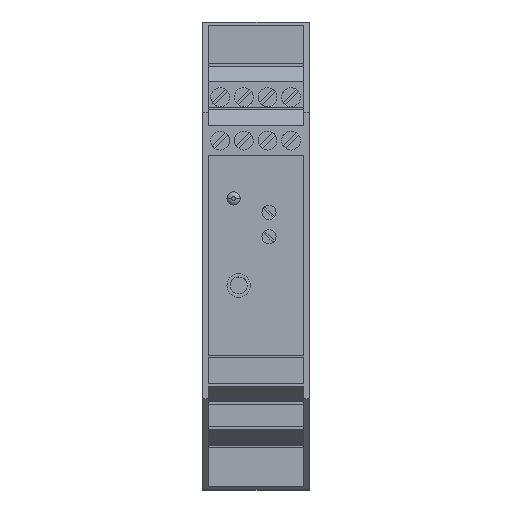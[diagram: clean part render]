
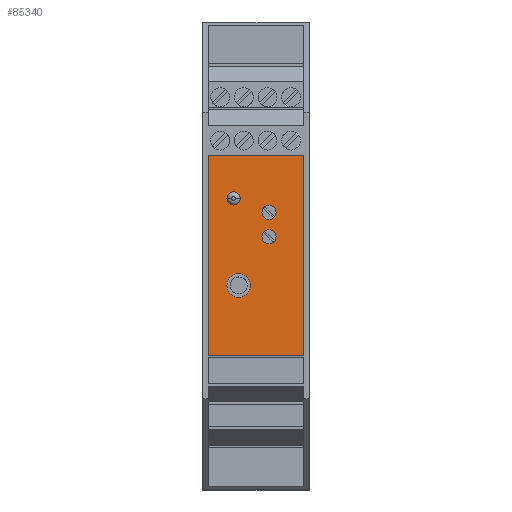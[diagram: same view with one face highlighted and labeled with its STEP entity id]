
A CAD part, top view. The second image highlights one B-rep face of the part: STEP entity #85340.
In plain terms, the highlighted planar face has unit normal (0, 0, 1).
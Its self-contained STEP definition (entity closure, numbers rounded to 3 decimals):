
#84350=CARTESIAN_POINT('',(11.3,46.55,113.1));
#84360=DIRECTION('',(0.,0.,1.));
#84370=DIRECTION('',(0.,1.,0.));
#84380=AXIS2_PLACEMENT_3D('',#84350,#84360,#84370);
#84390=PLANE('',#84380);
#84400=CARTESIAN_POINT('',(7.65,40.25,
113.1));
#84410=DIRECTION('',(0.,0.,1.));
#84420=DIRECTION('',(0.,1.,0.));
#84430=AXIS2_PLACEMENT_3D('',#84400,#84410,#84420);
#84440=CIRCLE('',#84430,2.5);
#84450=CARTESIAN_POINT('',(7.65,37.75,113.1));
#84460=VERTEX_POINT('',#84450);
#84470=CARTESIAN_POINT('',(7.65,42.75,
113.1));
#84480=VERTEX_POINT('',#84470);
#84490=EDGE_CURVE('',#84460,#84480,#84440,.T.);
#84500=ORIENTED_EDGE('',*,*,#84490,.F.);
#84510=EDGE_CURVE('',#84480,#84460,#84440,.T.);
#84520=ORIENTED_EDGE('',*,*,#84510,.F.);
#84530=EDGE_LOOP('',(#84520,#84500));
#84540=FACE_BOUND('',#84530,.T.);
#84550=CARTESIAN_POINT('',(14.05,50.55,113.1));
#84560=DIRECTION('',(0.,0.,1.));
#84570=DIRECTION('',(0.,1.,0.));
#84580=AXIS2_PLACEMENT_3D('',#84550,#84560,#84570);
#84590=CIRCLE('',#84580,1.5);
#84600=CARTESIAN_POINT('',(14.05,52.05,113.1));
#84610=VERTEX_POINT('',#84600);
#84620=CARTESIAN_POINT('',(14.05,49.05,113.1));
#84630=VERTEX_POINT('',#84620);
#84640=EDGE_CURVE('',#84610,#84630,#84590,.T.);
#84650=ORIENTED_EDGE('',*,*,#84640,.F.);
#84660=EDGE_CURVE('',#84630,#84610,#84590,.T.);
#84670=ORIENTED_EDGE('',*,*,#84660,.F.);
#84680=EDGE_LOOP('',(#84670,#84650));
#84690=FACE_BOUND('',#84680,.T.);
#84700=CARTESIAN_POINT('',(14.05,55.7,113.1));
#84710=DIRECTION('',(0.,0.,1.));
#84720=DIRECTION('',(0.,1.,0.));
#84730=AXIS2_PLACEMENT_3D('',#84700,#84710,#84720);
#84740=CIRCLE('',#84730,1.5);
#84750=CARTESIAN_POINT('',(14.05,57.2,113.1));
#84760=VERTEX_POINT('',#84750);
#84770=CARTESIAN_POINT('',(14.05,54.2,113.1));
#84780=VERTEX_POINT('',#84770);
#84790=EDGE_CURVE('',#84760,#84780,#84740,.T.);
#84800=ORIENTED_EDGE('',*,*,#84790,.F.);
#84810=EDGE_CURVE('',#84780,#84760,#84740,.T.);
#84820=ORIENTED_EDGE('',*,*,#84810,.F.);
#84830=EDGE_LOOP('',(#84820,#84800));
#84840=FACE_BOUND('',#84830,.T.);
#84850=CARTESIAN_POINT('',(6.55,58.65,113.1));
#84860=DIRECTION('',(0.,0.,1.));
#84870=DIRECTION('',(-1.,0.,0.));
#84880=AXIS2_PLACEMENT_3D('',#84850,#84860,#84870);
#84890=CIRCLE('',#84880,1.4);
#84900=CARTESIAN_POINT('',(5.15,58.65,113.1));
#84910=VERTEX_POINT('',#84900);
#84920=CARTESIAN_POINT('',(7.95,58.65,113.1));
#84930=VERTEX_POINT('',#84920);
#84940=EDGE_CURVE('',#84910,#84930,#84890,.T.);
#84950=ORIENTED_EDGE('',*,*,#84940,.F.);
#84960=EDGE_CURVE('',#84930,#84910,#84890,.T.);
#84970=ORIENTED_EDGE('',*,*,#84960,.F.);
#84980=EDGE_LOOP('',(#84970,#84950));
#84990=FACE_BOUND('',#84980,.T.);
#85000=CARTESIAN_POINT('',(1.25,46.55,113.1));
#85010=DIRECTION('',(0.,-1.,0.));
#85020=VECTOR('',#85010,1.);
#85030=LINE('',#85000,#85020);
#85040=CARTESIAN_POINT('',(1.25,67.75,113.1));
#85050=VERTEX_POINT('',#85040);
#85060=CARTESIAN_POINT('',(1.25,25.5,113.1));
#85070=VERTEX_POINT('',#85060);
#85080=EDGE_CURVE('',#85050,#85070,#85030,.T.);
#85090=ORIENTED_EDGE('',*,*,#85080,.T.);
#85100=CARTESIAN_POINT('',(3.75,67.75,113.1));
#85110=DIRECTION('',(1.,0.,0.));
#85120=VECTOR('',#85110,1.);
#85130=LINE('',#85100,#85120);
#85140=CARTESIAN_POINT('',(21.35,67.75,113.1));
#85150=VERTEX_POINT('',#85140);
#85160=EDGE_CURVE('',#85050,#85150,#85130,.T.);
#85170=ORIENTED_EDGE('',*,*,#85160,.F.);
#85180=CARTESIAN_POINT('',(21.35,46.55,113.1));
#85190=DIRECTION('',(0.,1.,0.));
#85200=VECTOR('',#85190,1.);
#85210=LINE('',#85180,#85200);
#85220=CARTESIAN_POINT('',(21.35,25.5,113.1));
#85230=VERTEX_POINT('',#85220);
#85240=EDGE_CURVE('',#85230,#85150,#85210,.T.);
#85250=ORIENTED_EDGE('',*,*,#85240,.T.);
#85260=CARTESIAN_POINT('',(21.2,25.5,113.1));
#85270=DIRECTION('',(-1.,0.,0.));
#85280=VECTOR('',#85270,1.);
#85290=LINE('',#85260,#85280);
#85300=EDGE_CURVE('',#85230,#85070,#85290,.T.);
#85310=ORIENTED_EDGE('',*,*,#85300,.F.);
#85320=EDGE_LOOP('',(#85310,#85250,#85170,#85090));
#85330=FACE_OUTER_BOUND('',#85320,.T.);
#85340=ADVANCED_FACE('F21',(#84540,#84690,#84840,#84990,#85330),#84390,
.T.);
